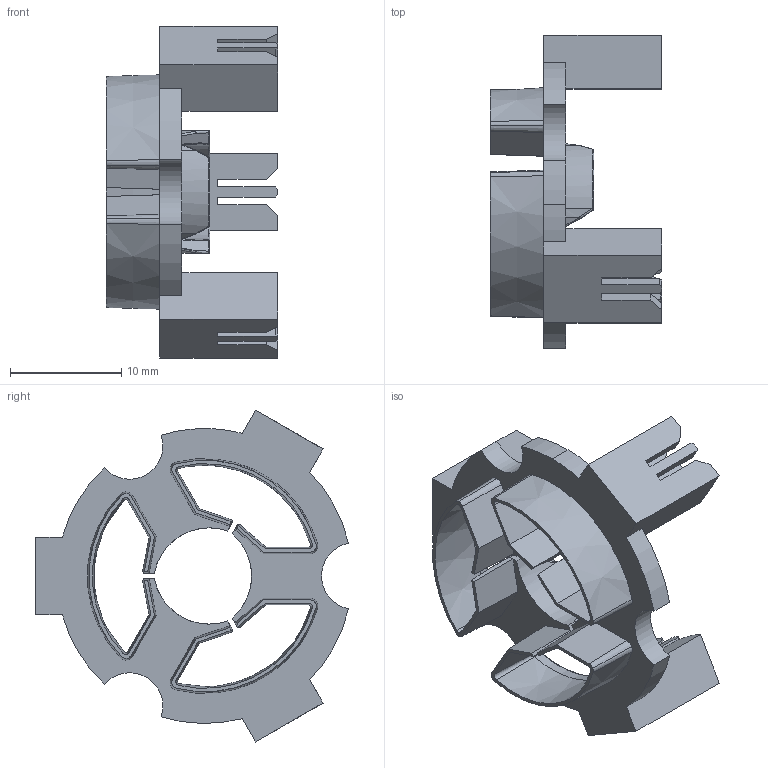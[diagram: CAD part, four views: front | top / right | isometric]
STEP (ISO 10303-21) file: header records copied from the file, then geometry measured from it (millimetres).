
FILE_DESCRIPTION (( 'STEP AP203' ), '1' );
FILE_NAME ('电机绕线骨架2-带接线头-AC型.STEP', '2021-04-15T01:25:52', ( '' ), ( '' ), 'SwSTEP 2.0', 'SolidWorks 2021', '' );
FILE_SCHEMA (( 'CONFIG_CONTROL_DESIGN' ));
Length unit declared in the file: millimetre
Products named in the file (1): 电机绕线骨架2-带接线头-AC型
Bounding box: 15.4 x 28.12 x 29.83 mm (x, y, z)
Volume: 1412.3 mm3; surface area: 3165.5 mm2
Topology: 1 solids, 1 shells, 396 faces, 1059 edges, 671 vertices
Faces by surface type: plane 200, cylinder 85, cone 39, torus 32, bspline 24, sphere 16
Entity records: 12986 total; most frequent: CARTESIAN_POINT 3181, ORIENTED_EDGE 2118, DIRECTION 1975, EDGE_CURVE 1059, VERTEX_POINT 671, VECTOR 661, LINE 661, AXIS2_PLACEMENT_3D 657
